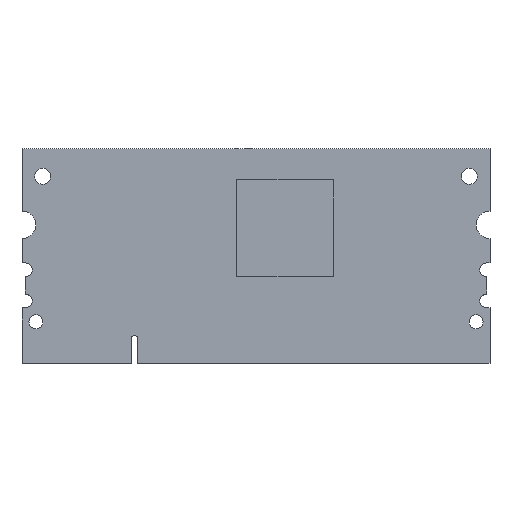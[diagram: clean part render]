
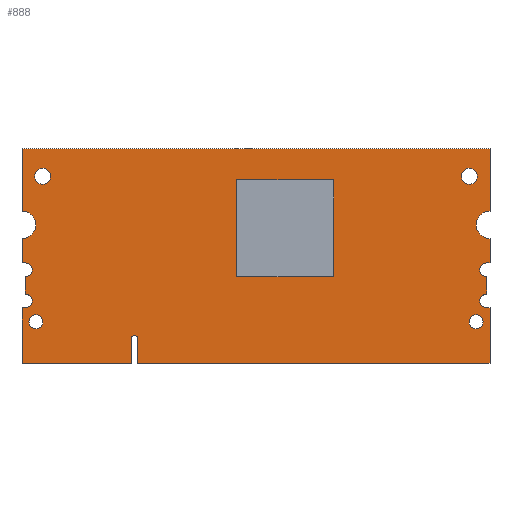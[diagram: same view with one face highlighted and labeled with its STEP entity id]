
A CAD part, top view. The second image highlights one B-rep face of the part: STEP entity #888.
In plain terms, the highlighted planar face has unit normal (0, 0, 1).
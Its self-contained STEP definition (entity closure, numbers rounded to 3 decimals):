
#14=FACE_BOUND('',#147,.T.);
#15=FACE_BOUND('',#148,.T.);
#16=FACE_BOUND('',#149,.T.);
#17=FACE_BOUND('',#150,.T.);
#18=FACE_BOUND('',#151,.T.);
#26=CIRCLE('',#921,1.15);
#28=CIRCLE('',#924,1.15);
#30=CIRCLE('',#927,1.);
#32=CIRCLE('',#930,1.);
#34=CIRCLE('',#935,1.);
#36=CIRCLE('',#939,1.);
#38=CIRCLE('',#944,2.);
#40=CIRCLE('',#950,2.);
#42=CIRCLE('',#955,1.);
#44=CIRCLE('',#959,1.);
#46=CIRCLE('',#966,0.5);
#101=FACE_OUTER_BOUND('',#146,.T.);
#146=EDGE_LOOP('',(#727,#728,#729,#730,#731,#732,#733,#734,#735,#736,#737,
#738,#739,#740,#741,#742,#743,#744,#745,#746,#747,#748,#749,#750));
#147=EDGE_LOOP('',(#751,#752,#753,#754));
#148=EDGE_LOOP('',(#755));
#149=EDGE_LOOP('',(#756));
#150=EDGE_LOOP('',(#757));
#151=EDGE_LOOP('',(#758));
#183=LINE('',#1259,#281);
#187=LINE('',#1267,#285);
#190=LINE('',#1273,#288);
#193=LINE('',#1278,#291);
#201=LINE('',#1312,#299);
#204=LINE('',#1318,#302);
#208=LINE('',#1330,#306);
#212=LINE('',#1342,#310);
#215=LINE('',#1348,#313);
#219=LINE('',#1360,#317);
#222=LINE('',#1366,#320);
#225=LINE('',#1372,#323);
#229=LINE('',#1384,#327);
#232=LINE('',#1390,#330);
#236=LINE('',#1402,#334);
#240=LINE('',#1414,#338);
#243=LINE('',#1420,#341);
#246=LINE('',#1426,#344);
#249=LINE('',#1432,#347);
#253=LINE('',#1444,#351);
#256=LINE('',#1448,#354);
#281=VECTOR('',#1019,10.);
#285=VECTOR('',#1025,10.);
#288=VECTOR('',#1030,10.);
#291=VECTOR('',#1035,10.);
#299=VECTOR('',#1071,10.);
#302=VECTOR('',#1076,10.);
#306=VECTOR('',#1088,10.);
#310=VECTOR('',#1100,10.);
#313=VECTOR('',#1105,10.);
#317=VECTOR('',#1117,10.);
#320=VECTOR('',#1122,10.);
#323=VECTOR('',#1127,10.);
#327=VECTOR('',#1139,10.);
#330=VECTOR('',#1144,10.);
#334=VECTOR('',#1156,10.);
#338=VECTOR('',#1168,10.);
#341=VECTOR('',#1173,10.);
#344=VECTOR('',#1178,10.);
#347=VECTOR('',#1183,10.);
#351=VECTOR('',#1195,10.);
#354=VECTOR('',#1200,10.);
#371=VERTEX_POINT('',#1257);
#372=VERTEX_POINT('',#1258);
#375=VERTEX_POINT('',#1266);
#377=VERTEX_POINT('',#1272);
#380=VERTEX_POINT('',#1284);
#382=VERTEX_POINT('',#1290);
#384=VERTEX_POINT('',#1296);
#386=VERTEX_POINT('',#1302);
#389=VERTEX_POINT('',#1309);
#390=VERTEX_POINT('',#1311);
#392=VERTEX_POINT('',#1317);
#394=VERTEX_POINT('',#1323);
#396=VERTEX_POINT('',#1329);
#398=VERTEX_POINT('',#1335);
#400=VERTEX_POINT('',#1341);
#402=VERTEX_POINT('',#1347);
#404=VERTEX_POINT('',#1353);
#406=VERTEX_POINT('',#1359);
#408=VERTEX_POINT('',#1365);
#410=VERTEX_POINT('',#1371);
#412=VERTEX_POINT('',#1377);
#414=VERTEX_POINT('',#1383);
#416=VERTEX_POINT('',#1389);
#418=VERTEX_POINT('',#1395);
#420=VERTEX_POINT('',#1401);
#422=VERTEX_POINT('',#1407);
#424=VERTEX_POINT('',#1413);
#426=VERTEX_POINT('',#1419);
#428=VERTEX_POINT('',#1425);
#430=VERTEX_POINT('',#1431);
#432=VERTEX_POINT('',#1437);
#434=VERTEX_POINT('',#1443);
#459=EDGE_CURVE('',#371,#372,#183,.T.);
#463=EDGE_CURVE('',#372,#375,#187,.T.);
#466=EDGE_CURVE('',#375,#377,#190,.T.);
#469=EDGE_CURVE('',#377,#371,#193,.T.);
#473=EDGE_CURVE('',#380,#380,#26,.T.);
#476=EDGE_CURVE('',#382,#382,#28,.T.);
#479=EDGE_CURVE('',#384,#384,#30,.T.);
#482=EDGE_CURVE('',#386,#386,#32,.T.);
#485=EDGE_CURVE('',#390,#389,#201,.T.);
#488=EDGE_CURVE('',#392,#390,#204,.T.);
#491=EDGE_CURVE('',#394,#392,#34,.T.);
#494=EDGE_CURVE('',#396,#394,#208,.T.);
#497=EDGE_CURVE('',#398,#396,#36,.T.);
#500=EDGE_CURVE('',#400,#398,#212,.T.);
#503=EDGE_CURVE('',#402,#400,#215,.T.);
#506=EDGE_CURVE('',#404,#402,#38,.T.);
#509=EDGE_CURVE('',#406,#404,#219,.T.);
#512=EDGE_CURVE('',#408,#406,#222,.T.);
#515=EDGE_CURVE('',#410,#408,#225,.T.);
#518=EDGE_CURVE('',#412,#410,#40,.T.);
#521=EDGE_CURVE('',#414,#412,#229,.T.);
#524=EDGE_CURVE('',#416,#414,#232,.T.);
#527=EDGE_CURVE('',#418,#416,#42,.T.);
#530=EDGE_CURVE('',#420,#418,#236,.T.);
#533=EDGE_CURVE('',#422,#420,#44,.T.);
#536=EDGE_CURVE('',#424,#422,#240,.T.);
#539=EDGE_CURVE('',#426,#424,#243,.T.);
#542=EDGE_CURVE('',#428,#426,#246,.T.);
#545=EDGE_CURVE('',#430,#428,#249,.T.);
#548=EDGE_CURVE('',#432,#430,#46,.T.);
#551=EDGE_CURVE('',#434,#432,#253,.T.);
#554=EDGE_CURVE('',#389,#434,#256,.T.);
#727=ORIENTED_EDGE('',*,*,#554,.T.);
#728=ORIENTED_EDGE('',*,*,#551,.T.);
#729=ORIENTED_EDGE('',*,*,#548,.T.);
#730=ORIENTED_EDGE('',*,*,#545,.T.);
#731=ORIENTED_EDGE('',*,*,#542,.T.);
#732=ORIENTED_EDGE('',*,*,#539,.T.);
#733=ORIENTED_EDGE('',*,*,#536,.T.);
#734=ORIENTED_EDGE('',*,*,#533,.T.);
#735=ORIENTED_EDGE('',*,*,#530,.T.);
#736=ORIENTED_EDGE('',*,*,#527,.T.);
#737=ORIENTED_EDGE('',*,*,#524,.T.);
#738=ORIENTED_EDGE('',*,*,#521,.T.);
#739=ORIENTED_EDGE('',*,*,#518,.T.);
#740=ORIENTED_EDGE('',*,*,#515,.T.);
#741=ORIENTED_EDGE('',*,*,#512,.T.);
#742=ORIENTED_EDGE('',*,*,#509,.T.);
#743=ORIENTED_EDGE('',*,*,#506,.T.);
#744=ORIENTED_EDGE('',*,*,#503,.T.);
#745=ORIENTED_EDGE('',*,*,#500,.T.);
#746=ORIENTED_EDGE('',*,*,#497,.T.);
#747=ORIENTED_EDGE('',*,*,#494,.T.);
#748=ORIENTED_EDGE('',*,*,#491,.T.);
#749=ORIENTED_EDGE('',*,*,#488,.T.);
#750=ORIENTED_EDGE('',*,*,#485,.T.);
#751=ORIENTED_EDGE('',*,*,#459,.T.);
#752=ORIENTED_EDGE('',*,*,#463,.T.);
#753=ORIENTED_EDGE('',*,*,#466,.T.);
#754=ORIENTED_EDGE('',*,*,#469,.T.);
#755=ORIENTED_EDGE('',*,*,#473,.T.);
#756=ORIENTED_EDGE('',*,*,#476,.T.);
#757=ORIENTED_EDGE('',*,*,#479,.T.);
#758=ORIENTED_EDGE('',*,*,#482,.T.);
#827=PLANE('',#969);
#888=ADVANCED_FACE('',(#101,#14,#15,#16,#17,#18),#827,.T.);
#921=AXIS2_PLACEMENT_3D('',#1286,#1044,#1045);
#924=AXIS2_PLACEMENT_3D('',#1292,#1051,#1052);
#927=AXIS2_PLACEMENT_3D('',#1298,#1058,#1059);
#930=AXIS2_PLACEMENT_3D('',#1304,#1065,#1066);
#935=AXIS2_PLACEMENT_3D('',#1324,#1082,#1083);
#939=AXIS2_PLACEMENT_3D('',#1336,#1094,#1095);
#944=AXIS2_PLACEMENT_3D('',#1354,#1111,#1112);
#950=AXIS2_PLACEMENT_3D('',#1378,#1133,#1134);
#955=AXIS2_PLACEMENT_3D('',#1396,#1150,#1151);
#959=AXIS2_PLACEMENT_3D('',#1408,#1162,#1163);
#966=AXIS2_PLACEMENT_3D('',#1438,#1189,#1190);
#969=AXIS2_PLACEMENT_3D('',#1449,#1201,#1202);
#1019=DIRECTION('',(0.,-1.,0.));
#1025=DIRECTION('',(-1.,0.,0.));
#1030=DIRECTION('',(0.,1.,0.));
#1035=DIRECTION('',(1.,0.,0.));
#1044=DIRECTION('center_axis',(0.,0.,-1.));
#1045=DIRECTION('ref_axis',(-1.,0.,0.));
#1051=DIRECTION('center_axis',(0.,0.,-1.));
#1052=DIRECTION('ref_axis',(-1.,0.,0.));
#1058=DIRECTION('center_axis',(0.,0.,-1.));
#1059=DIRECTION('ref_axis',(-1.,0.,0.));
#1065=DIRECTION('center_axis',(0.,0.,-1.));
#1066=DIRECTION('ref_axis',(-1.,0.,0.));
#1071=DIRECTION('',(0.,-1.,0.));
#1076=DIRECTION('',(-1.,0.,0.));
#1082=DIRECTION('center_axis',(0.,0.,-1.));
#1083=DIRECTION('ref_axis',(0.,1.,0.));
#1088=DIRECTION('',(0.,-1.,0.));
#1094=DIRECTION('center_axis',(0.,0.,-1.));
#1095=DIRECTION('ref_axis',(0.,1.,0.));
#1100=DIRECTION('',(1.,0.,0.));
#1105=DIRECTION('',(0.,-1.,0.));
#1111=DIRECTION('center_axis',(0.,0.,-1.));
#1112=DIRECTION('ref_axis',(0.,1.,0.));
#1117=DIRECTION('',(0.,-1.,0.));
#1122=DIRECTION('',(-1.,0.,0.));
#1127=DIRECTION('',(0.,1.,0.));
#1133=DIRECTION('center_axis',(0.,0.,-1.));
#1134=DIRECTION('ref_axis',(0.,-1.,0.));
#1139=DIRECTION('',(0.,1.,0.));
#1144=DIRECTION('',(1.,0.,0.));
#1150=DIRECTION('center_axis',(0.,0.,-1.));
#1151=DIRECTION('ref_axis',(0.,-1.,0.));
#1156=DIRECTION('',(0.,1.,0.));
#1162=DIRECTION('center_axis',(0.,0.,-1.));
#1163=DIRECTION('ref_axis',(0.,-1.,0.));
#1168=DIRECTION('',(-1.,0.,0.));
#1173=DIRECTION('',(0.,1.,0.));
#1178=DIRECTION('',(1.,0.,0.));
#1183=DIRECTION('',(0.,-1.,0.));
#1189=DIRECTION('center_axis',(0.,0.,-1.));
#1190=DIRECTION('ref_axis',(-1.,0.,0.));
#1195=DIRECTION('',(0.,1.,0.));
#1200=DIRECTION('',(1.,0.,0.));
#1201=DIRECTION('center_axis',(0.,0.,1.));
#1202=DIRECTION('ref_axis',(1.,0.,0.));
#1257=CARTESIAN_POINT('',(45.,26.5,1.));
#1258=CARTESIAN_POINT('',(45.,12.5,1.));
#1259=CARTESIAN_POINT('',(45.,13.755,1.));
#1266=CARTESIAN_POINT('',(31.,12.5,1.));
#1267=CARTESIAN_POINT('',(32.099,12.5,1.));
#1272=CARTESIAN_POINT('',(31.,26.5,1.));
#1273=CARTESIAN_POINT('',(31.,20.755,1.));
#1278=CARTESIAN_POINT('',(39.099,26.5,1.));
#1284=CARTESIAN_POINT('',(65.75,27.,1.));
#1286=CARTESIAN_POINT('Origin',(64.6,27.,1.));
#1290=CARTESIAN_POINT('',(4.15,27.,1.));
#1292=CARTESIAN_POINT('Origin',(3.,27.,1.));
#1296=CARTESIAN_POINT('',(66.6,6.,1.));
#1298=CARTESIAN_POINT('Origin',(65.6,6.,1.));
#1302=CARTESIAN_POINT('',(3.,6.,1.));
#1304=CARTESIAN_POINT('Origin',(2.,6.,1.));
#1309=CARTESIAN_POINT('',(0.,0.,1.));
#1311=CARTESIAN_POINT('',(0.,8.,1.));
#1312=CARTESIAN_POINT('',(0.,8.,1.));
#1317=CARTESIAN_POINT('',(0.5,8.,1.));
#1318=CARTESIAN_POINT('',(0.5,8.,1.));
#1323=CARTESIAN_POINT('',(0.5,10.,1.));
#1324=CARTESIAN_POINT('Origin',(0.5,9.,1.));
#1329=CARTESIAN_POINT('',(0.5,12.5,1.));
#1330=CARTESIAN_POINT('',(0.5,12.5,1.));
#1335=CARTESIAN_POINT('',(0.5,14.5,1.));
#1336=CARTESIAN_POINT('Origin',(0.5,13.5,1.));
#1341=CARTESIAN_POINT('',(0.,14.5,1.));
#1342=CARTESIAN_POINT('',(0.,14.5,1.));
#1347=CARTESIAN_POINT('',(0.,18.,1.));
#1348=CARTESIAN_POINT('',(0.,18.,1.));
#1353=CARTESIAN_POINT('',(0.,22.,1.));
#1354=CARTESIAN_POINT('Origin',(0.,20.,1.));
#1359=CARTESIAN_POINT('',(0.,31.,1.));
#1360=CARTESIAN_POINT('',(0.,31.,1.));
#1365=CARTESIAN_POINT('',(67.6,31.,1.));
#1366=CARTESIAN_POINT('',(67.6,31.,1.));
#1371=CARTESIAN_POINT('',(67.6,22.,1.));
#1372=CARTESIAN_POINT('',(67.6,22.,1.));
#1377=CARTESIAN_POINT('',(67.6,18.,1.));
#1378=CARTESIAN_POINT('Origin',(67.6,20.,1.));
#1383=CARTESIAN_POINT('',(67.6,14.5,1.));
#1384=CARTESIAN_POINT('',(67.6,14.5,1.));
#1389=CARTESIAN_POINT('',(67.1,14.5,1.));
#1390=CARTESIAN_POINT('',(67.1,14.5,1.));
#1395=CARTESIAN_POINT('',(67.1,12.5,1.));
#1396=CARTESIAN_POINT('Origin',(67.1,13.5,1.));
#1401=CARTESIAN_POINT('',(67.1,10.,1.));
#1402=CARTESIAN_POINT('',(67.1,10.,1.));
#1407=CARTESIAN_POINT('',(67.1,8.,1.));
#1408=CARTESIAN_POINT('Origin',(67.1,9.,1.));
#1413=CARTESIAN_POINT('',(67.6,8.,1.));
#1414=CARTESIAN_POINT('',(67.6,8.,1.));
#1419=CARTESIAN_POINT('',(67.6,0.,1.));
#1420=CARTESIAN_POINT('',(67.6,0.,1.));
#1425=CARTESIAN_POINT('',(16.75,0.,1.));
#1426=CARTESIAN_POINT('',(16.75,0.,1.));
#1431=CARTESIAN_POINT('',(16.75,3.5,1.));
#1432=CARTESIAN_POINT('',(16.75,3.5,1.));
#1437=CARTESIAN_POINT('',(15.75,3.5,1.));
#1438=CARTESIAN_POINT('Origin',(16.25,3.5,1.));
#1443=CARTESIAN_POINT('',(15.75,0.,1.));
#1444=CARTESIAN_POINT('',(15.75,0.,1.));
#1448=CARTESIAN_POINT('',(0.,0.,1.));
#1449=CARTESIAN_POINT('Origin',(33.198,15.009,1.));
